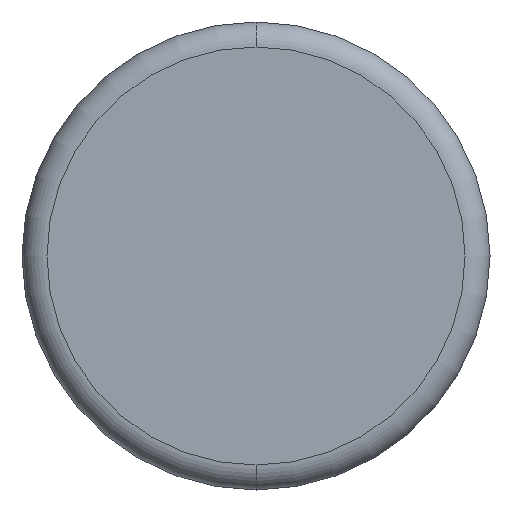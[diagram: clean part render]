
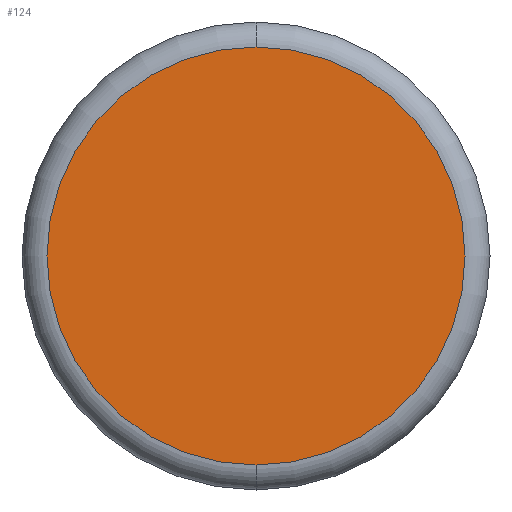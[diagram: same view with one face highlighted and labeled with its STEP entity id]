
A CAD part, front view. The second image highlights one B-rep face of the part: STEP entity #124.
In plain terms, the highlighted planar face has unit normal (0, -1, 0).
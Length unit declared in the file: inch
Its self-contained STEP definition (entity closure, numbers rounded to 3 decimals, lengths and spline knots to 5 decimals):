
#21 = AXIS2_PLACEMENT_3D ( 'NONE', #126, #397, #287 ) ;
#30 = AXIS2_PLACEMENT_3D ( 'NONE', #341, #92, #131 ) ;
#73 = VERTEX_POINT ( 'NONE', #267 ) ;
#80 = ORIENTED_EDGE ( 'NONE', *, *, #249, .T. ) ;
#85 = DIRECTION ( 'NONE',  ( 0., 0., -1. ) ) ;
#92 = DIRECTION ( 'NONE',  ( 0., -1., 0. ) ) ;
#93 = FACE_OUTER_BOUND ( 'NONE', #231, .T. ) ;
#94 = VERTEX_POINT ( 'NONE', #354 ) ;
#122 = AXIS2_PLACEMENT_3D ( 'NONE', #251, #368, #85 ) ;
#124 = ADVANCED_FACE ( 'NONE', ( #93 ), #338, .T. ) ;
#126 = CARTESIAN_POINT ( 'NONE',  ( 0., 0., 0. ) ) ;
#129 = CIRCLE ( 'NONE', #122, 0.08375 ) ;
#131 = DIRECTION ( 'NONE',  ( 0., 0., -1. ) ) ;
#140 = ORIENTED_EDGE ( 'NONE', *, *, #295, .T. ) ;
#180 = CIRCLE ( 'NONE', #30, 0.08375 ) ;
#231 = EDGE_LOOP ( 'NONE', ( #140, #80 ) ) ;
#249 = EDGE_CURVE ( 'NONE', #94, #73, #129, .T. ) ;
#251 = CARTESIAN_POINT ( 'NONE',  ( 0., 0., 0. ) ) ;
#267 = CARTESIAN_POINT ( 'NONE',  ( 0., 0., -0.08375 ) ) ;
#287 = DIRECTION ( 'NONE',  ( 0., 0., -1. ) ) ;
#295 = EDGE_CURVE ( 'NONE', #73, #94, #180, .T. ) ;
#338 = PLANE ( 'NONE',  #21 ) ;
#341 = CARTESIAN_POINT ( 'NONE',  ( 0., 0., 0. ) ) ;
#354 = CARTESIAN_POINT ( 'NONE',  ( 0., 0., 0.08375 ) ) ;
#368 = DIRECTION ( 'NONE',  ( 0., -1., 0. ) ) ;
#397 = DIRECTION ( 'NONE',  ( 0., -1., 0. ) ) ;
